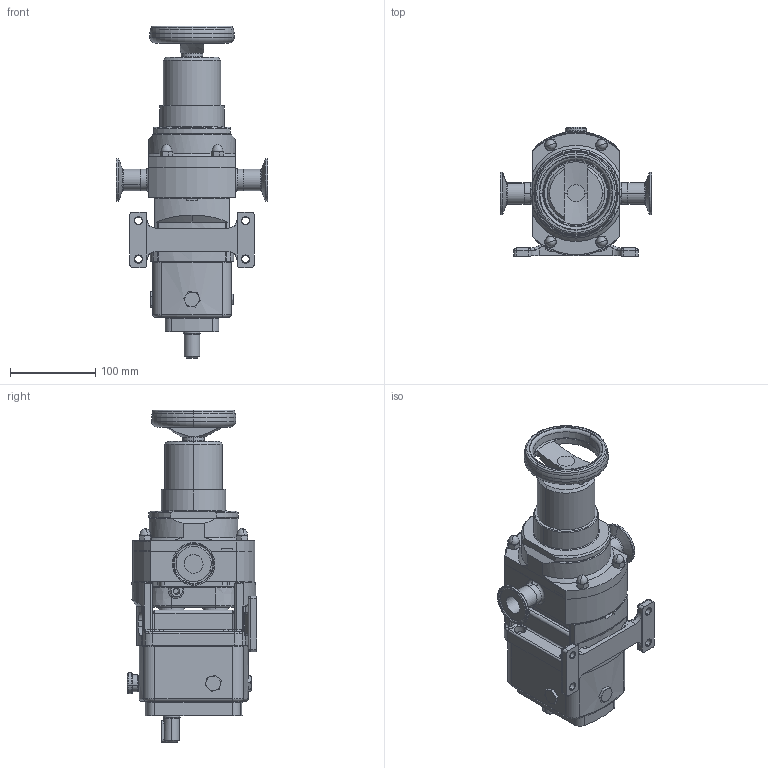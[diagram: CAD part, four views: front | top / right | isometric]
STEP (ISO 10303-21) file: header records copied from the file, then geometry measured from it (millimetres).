
FILE_DESCRIPTION (( 'STEP AP214' ), '1' );
FILE_NAME ('GA4429.STEP', '2024-11-07T17:02:44', ( '' ), ( '' ), 'SwSTEP 2.0', 'SolidWorks 2023', '' );
FILE_SCHEMA (( 'AUTOMOTIVE_DESIGN' ));
Length unit declared in the file: millimetre
Products named in the file (6): MP-CP10 SPRING PRV With Handwheel; Copy of CP10-0005-12 H T^GA4429; MP-CP10 SPRING PRV; Z94-5121-11 - 1 INCH v2; GA4429; Copy of Spoked handwheels VRTP.100 A-10^MP-CP10 SPRING PRV With Handwheel
Assembly tree (6 placements, depth 3):
  GA4429
    Copy of CP10-0005-12 H T^GA4429
    MP-CP10 SPRING PRV With Handwheel
      MP-CP10 SPRING PRV
      Copy of Spoked handwheels VRTP.100 A-10^MP-CP10 SPRING PRV With Handwheel
    Z94-5121-11 - 1 INCH v2  x2
Bounding box: 178.15 x 151.81 x 390.35 mm (x, y, z)
Volume: 3102719.1 mm3; surface area: 261250.3 mm2
Topology: 5 solids, 5 shells, 772 faces, 1906 edges, 1146 vertices
Faces by surface type: cylinder 247, plane 246, cone 141, torus 102, bspline 24, sphere 12
Entity records: 25006 total; most frequent: CARTESIAN_POINT 7161, DIRECTION 3847, ORIENTED_EDGE 3686, EDGE_CURVE 1843, AXIS2_PLACEMENT_3D 1557, VERTEX_POINT 1122, CIRCLE 820, EDGE_LOOP 803
